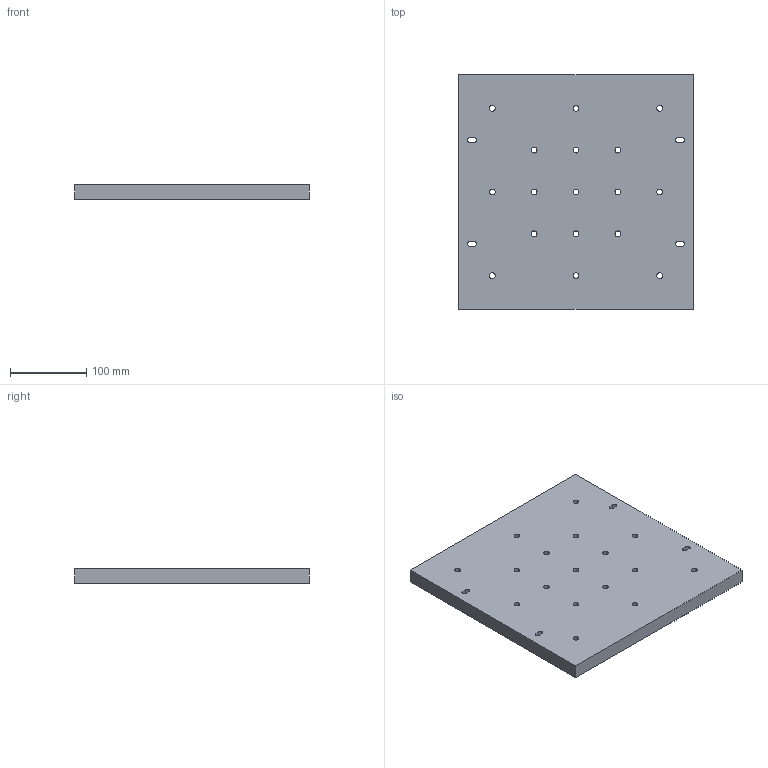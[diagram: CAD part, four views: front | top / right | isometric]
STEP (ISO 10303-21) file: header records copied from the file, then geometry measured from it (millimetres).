
FILE_DESCRIPTION(/* description */ (''),/* implementation_level */ '2;1');
FILE_NAME(/* name */ 'Fixture Plate.step',/* time_stamp */ '2021-03-05T13:07:48-05:00',/* author */ (''),/* organization */ (''),/* preprocessor_version */ 'ST-DEVELOPER v18.1',/* originating_system */ 'Autodesk Translation Framework v9.7.0.1280',/* authorisation */ '');
FILE_SCHEMA (('AUTOMOTIVE_DESIGN { 1 0 10303 214 3 1 1 }'));
Length unit declared in the file: millimetre
Products named in the file (1): Fixture Plate
Bounding box: 307.98 x 307.98 x 19.05 mm (x, y, z)
Volume: 1770882.8 mm3; surface area: 223074.2 mm2
Topology: 1 solids, 1 shells, 73 faces, 162 edges, 108 vertices
Faces by surface type: cylinder 42, plane 31
Full cylindrical faces by diameter (mm): 7.5 x17, 26 x17
Entity records: 2177 total; most frequent: DIRECTION 394, CARTESIAN_POINT 344, ORIENTED_EDGE 324, EDGE_CURVE 162, AXIS2_PLACEMENT_3D 158, EDGE_LOOP 132, VERTEX_POINT 108, CIRCLE 84
